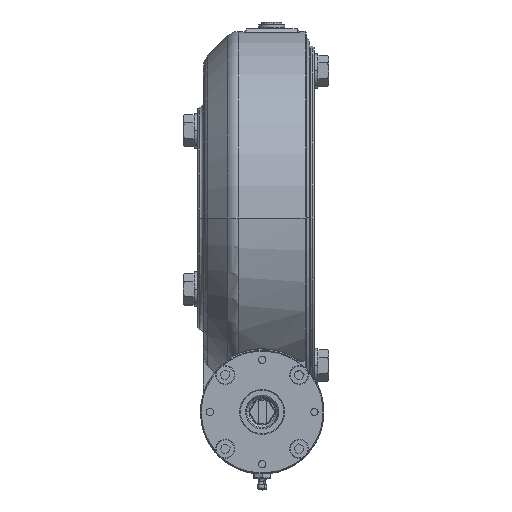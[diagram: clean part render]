
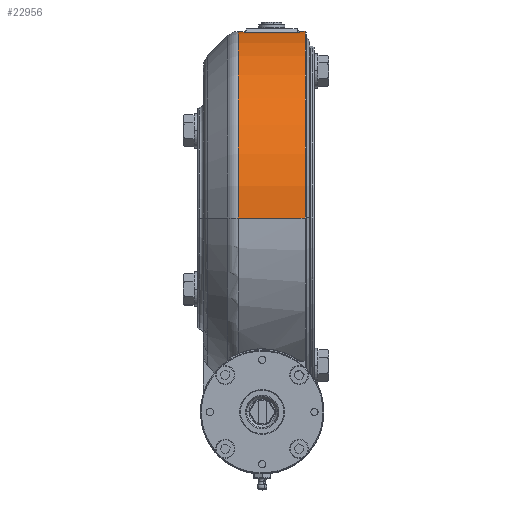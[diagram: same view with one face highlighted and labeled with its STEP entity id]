
A CAD part, top view. The second image highlights one B-rep face of the part: STEP entity #22956.
In plain terms, the highlighted cylindrical face has radius 128.8 mm (diameter 257.6 mm), a partial arc.
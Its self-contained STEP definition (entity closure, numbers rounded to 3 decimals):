
#375 = CARTESIAN_POINT ( 'NONE',  ( -12.45, 128.037, 14. ) ) ;
#974 = EDGE_LOOP ( 'NONE', ( #14032, #11233, #41089, #32772 ) ) ;
#1312 = EDGE_CURVE ( 'NONE', #33035, #33152, #36621, .T. ) ;
#2213 = VECTOR ( 'NONE', #35617, 1000. ) ;
#2455 = EDGE_CURVE ( 'NONE', #9872, #6028, #4620, .T. ) ;
#2751 = VERTEX_POINT ( 'NONE', #375 ) ;
#3116 = CARTESIAN_POINT ( 'NONE',  ( -12.45, 128.037, -14. ) ) ;
#3233 = VERTEX_POINT ( 'NONE', #38327 ) ;
#3436 = CARTESIAN_POINT ( 'NONE',  ( 25.55, 0., 0. ) ) ;
#4620 = CIRCLE ( 'NONE', #18440, 128.8 ) ;
#4899 = VECTOR ( 'NONE', #7560, 1000. ) ;
#5806 = VECTOR ( 'NONE', #9594, 1000. ) ;
#6028 = VERTEX_POINT ( 'NONE', #30365 ) ;
#6103 = AXIS2_PLACEMENT_3D ( 'NONE', #30258, #8190, #33985 ) ;
#7560 = DIRECTION ( 'NONE',  ( -1., 0., 0. ) ) ;
#7592 = EDGE_CURVE ( 'NONE', #29312, #9872, #31675, .T. ) ;
#7969 = VERTEX_POINT ( 'NONE', #10750 ) ;
#8190 = DIRECTION ( 'NONE',  ( -1., 0., 0. ) ) ;
#9594 = DIRECTION ( 'NONE',  ( 1., 0., 0. ) ) ;
#9872 = VERTEX_POINT ( 'NONE', #15175 ) ;
#10457 = EDGE_CURVE ( 'NONE', #3233, #33152, #47456, .T. ) ;
#10554 = CARTESIAN_POINT ( 'NONE',  ( -16.508, 0., 0. ) ) ;
#10750 = CARTESIAN_POINT ( 'NONE',  ( 29.55, 0., -128.8 ) ) ;
#11233 = ORIENTED_EDGE ( 'NONE', *, *, #7592, .T. ) ;
#12013 = LINE ( 'NONE', #31890, #2213 ) ;
#13527 = DIRECTION ( 'NONE',  ( 0., 0., 1. ) ) ;
#13887 = DIRECTION ( 'NONE',  ( 1., 0., 0. ) ) ;
#13940 = CARTESIAN_POINT ( 'NONE',  ( 29.55, 0., 128.8 ) ) ;
#14032 = ORIENTED_EDGE ( 'NONE', *, *, #21839, .T. ) ;
#15106 = FACE_BOUND ( 'NONE', #974, .T. ) ;
#15175 = CARTESIAN_POINT ( 'NONE',  ( 25.55, 128.037, -14. ) ) ;
#16051 = EDGE_CURVE ( 'NONE', #2751, #6028, #25409, .T. ) ;
#18392 = CARTESIAN_POINT ( 'NONE',  ( -10.95, 128.037, 14. ) ) ;
#18440 = AXIS2_PLACEMENT_3D ( 'NONE', #3436, #13887, #32920 ) ;
#18924 = DIRECTION ( 'NONE',  ( 1., 0., 0. ) ) ;
#20259 = CYLINDRICAL_SURFACE ( 'NONE', #41715, 128.8 ) ;
#20378 = DIRECTION ( 'NONE',  ( -1., 0., 0. ) ) ;
#21501 = ORIENTED_EDGE ( 'NONE', *, *, #10457, .T. ) ;
#21839 = EDGE_CURVE ( 'NONE', #2751, #29312, #44793, .T. ) ;
#21885 = VECTOR ( 'NONE', #18924, 1000. ) ;
#22956 = ADVANCED_FACE ( 'NONE', ( #15106, #24914 ), #20259, .T. ) ;
#24914 = FACE_OUTER_BOUND ( 'NONE', #40389, .T. ) ;
#25409 = LINE ( 'NONE', #18392, #5806 ) ;
#27229 = ORIENTED_EDGE ( 'NONE', *, *, #1312, .F. ) ;
#27862 = CARTESIAN_POINT ( 'NONE',  ( -10.95, 128.037, -14. ) ) ;
#28039 = DIRECTION ( 'NONE',  ( -1., 0., 0. ) ) ;
#28423 = DIRECTION ( 'NONE',  ( 1., 0., 0. ) ) ;
#29312 = VERTEX_POINT ( 'NONE', #3116 ) ;
#30258 = CARTESIAN_POINT ( 'NONE',  ( -12.45, 0., 0. ) ) ;
#30365 = CARTESIAN_POINT ( 'NONE',  ( 25.55, 128.037, 14. ) ) ;
#31675 = LINE ( 'NONE', #27862, #21885 ) ;
#31890 = CARTESIAN_POINT ( 'NONE',  ( -86.751, 0., -128.8 ) ) ;
#32772 = ORIENTED_EDGE ( 'NONE', *, *, #16051, .F. ) ;
#32920 = DIRECTION ( 'NONE',  ( 0., 0., -1. ) ) ;
#33035 = VERTEX_POINT ( 'NONE', #13940 ) ;
#33152 = VERTEX_POINT ( 'NONE', #43963 ) ;
#33985 = DIRECTION ( 'NONE',  ( 0., 0., -1. ) ) ;
#35617 = DIRECTION ( 'NONE',  ( -1., 0., 0. ) ) ;
#36491 = AXIS2_PLACEMENT_3D ( 'NONE', #42499, #20378, #46194 ) ;
#36621 = LINE ( 'NONE', #39128, #4899 ) ;
#38327 = CARTESIAN_POINT ( 'NONE',  ( -16.508, 0., -128.8 ) ) ;
#38392 = CIRCLE ( 'NONE', #36491, 128.8 ) ;
#39128 = CARTESIAN_POINT ( 'NONE',  ( -86.751, 0., 128.8 ) ) ;
#39185 = CARTESIAN_POINT ( 'NONE',  ( -86.751, 0., 0. ) ) ;
#40389 = EDGE_LOOP ( 'NONE', ( #47137, #44568, #21501, #27229 ) ) ;
#41089 = ORIENTED_EDGE ( 'NONE', *, *, #2455, .T. ) ;
#41715 = AXIS2_PLACEMENT_3D ( 'NONE', #39185, #28039, #13527 ) ;
#42499 = CARTESIAN_POINT ( 'NONE',  ( 29.55, 0., 0. ) ) ;
#42612 = AXIS2_PLACEMENT_3D ( 'NONE', #10554, #28423, #43095 ) ;
#43095 = DIRECTION ( 'NONE',  ( 0., 0., -1. ) ) ;
#43544 = EDGE_CURVE ( 'NONE', #33035, #7969, #38392, .T. ) ;
#43963 = CARTESIAN_POINT ( 'NONE',  ( -16.508, 0., 128.8 ) ) ;
#44568 = ORIENTED_EDGE ( 'NONE', *, *, #45888, .T. ) ;
#44793 = CIRCLE ( 'NONE', #6103, 128.8 ) ;
#45888 = EDGE_CURVE ( 'NONE', #7969, #3233, #12013, .T. ) ;
#46194 = DIRECTION ( 'NONE',  ( 0., 0., 1. ) ) ;
#47137 = ORIENTED_EDGE ( 'NONE', *, *, #43544, .T. ) ;
#47456 = CIRCLE ( 'NONE', #42612, 128.8 ) ;
